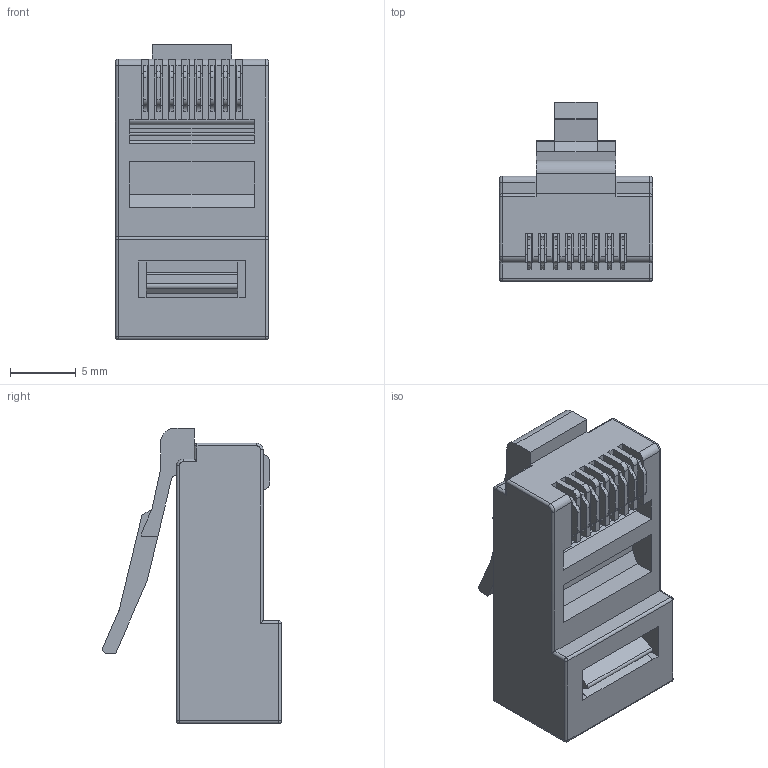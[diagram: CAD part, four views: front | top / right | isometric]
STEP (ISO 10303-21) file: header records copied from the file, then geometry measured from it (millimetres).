
FILE_DESCRIPTION (( 'STEP AP203' ), '1' );
FILE_NAME ('TD8P8C.STEP', '2014-06-25T19:41:11', ( 'x' ), ( '' ), 'SwSTEP 2.0', 'SolidWorks 2014', '' );
FILE_SCHEMA (( 'CONFIG_CONTROL_DESIGN' ));
Length unit declared in the file: millimetre
Products named in the file (3): TD8P8C; TD8P8C-MA1; TD8P8C-MA2
Assembly tree (9 placements, depth 2):
  TD8P8C
    TD8P8C-MA1
    TD8P8C-MA2  x8
Bounding box: 11.68 x 13.64 x 22.5 mm (x, y, z)
Volume: 1247.6 mm3; surface area: 2199.4 mm2
Topology: 9 solids, 9 shells, 422 faces, 1189 edges, 768 vertices
Faces by surface type: plane 249, cylinder 161, sphere 8, torus 4
Entity records: 7983 total; most frequent: CARTESIAN_POINT 1353, ORIENTED_EDGE 1312, DIRECTION 1254, EDGE_CURVE 656, VECTOR 532, LINE 532, VERTEX_POINT 418, AXIS2_PLACEMENT_3D 361
